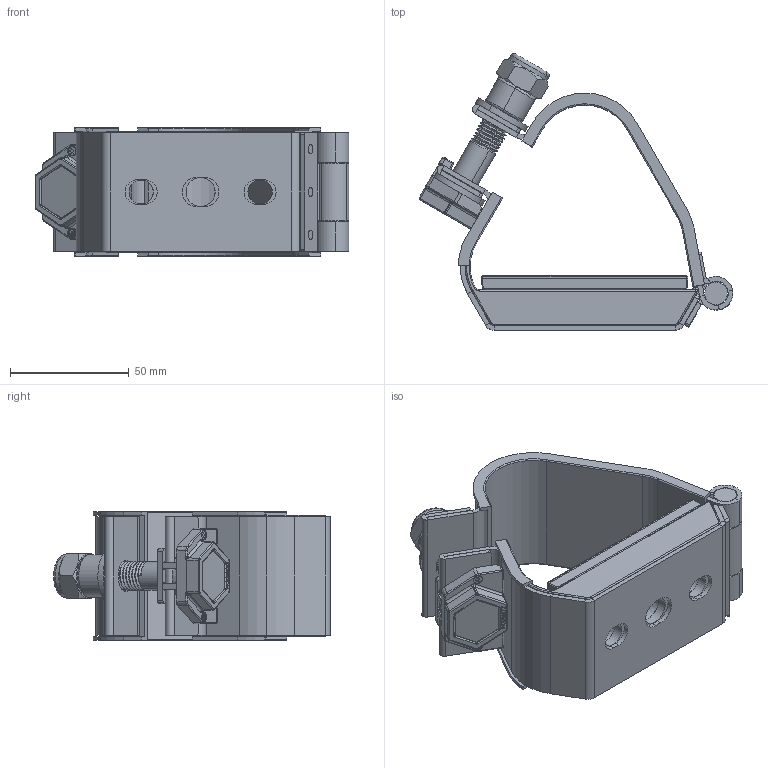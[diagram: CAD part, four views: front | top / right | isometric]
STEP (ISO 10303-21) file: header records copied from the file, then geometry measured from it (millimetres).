
FILE_DESCRIPTION (( 'STEP AP214' ), '1' );
FILE_NAME ('HDSS036042.STEP', '2022-02-03T16:17:18', ( '' ), ( '' ), 'SwSTEP 2.0', 'SolidWorks 2017', '' );
FILE_SCHEMA (( 'AUTOMOTIVE_DESIGN' ));
Length unit declared in the file: millimetre
Products named in the file (1): HDSS036042
Bounding box: 131.96 x 116.41 x 54 mm (x, y, z)
Volume: 142325.2 mm3; surface area: 113336.1 mm2
Topology: 12 solids, 12 shells, 2498 faces, 6283 edges, 3854 vertices
Faces by surface type: plane 974, cylinder 814, bspline 555, torus 62, sphere 50, cone 43
Entity records: 123360 total; most frequent: CARTESIAN_POINT 40533, ORIENTED_EDGE 12418, DIRECTION 10235, EDGE_CURVE 6209, VERTEX_POINT 3854, AXIS2_PLACEMENT_3D 3419, VECTOR 3397, LINE 3397
